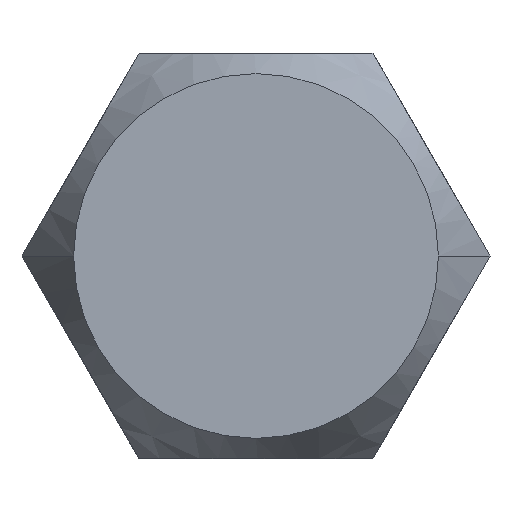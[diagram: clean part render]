
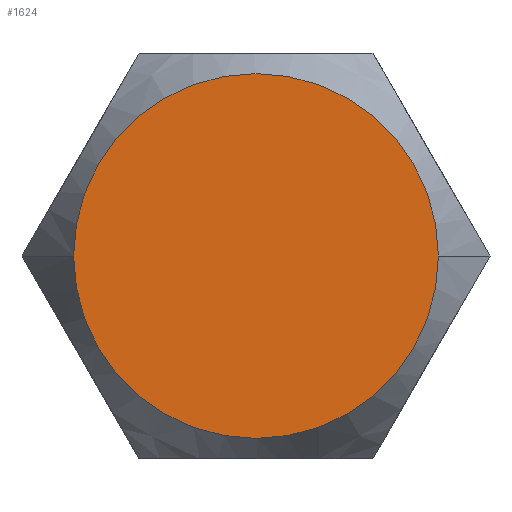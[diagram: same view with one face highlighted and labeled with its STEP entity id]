
A CAD part, front view. The second image highlights one B-rep face of the part: STEP entity #1624.
In plain terms, the highlighted planar face has unit normal (0, -1, 0).
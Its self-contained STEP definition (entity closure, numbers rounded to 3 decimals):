
#172 = DIRECTION ( 'NONE',  ( 1., 0., 0. ) ) ;
#260 = VERTEX_POINT ( 'NONE', #1280 ) ;
#270 = CIRCLE ( 'NONE', #373, 2.858 ) ;
#373 = AXIS2_PLACEMENT_3D ( 'NONE', #1809, #1467, #883 ) ;
#387 = AXIS2_PLACEMENT_3D ( 'NONE', #482, #798, #1408 ) ;
#411 = EDGE_CURVE ( 'Defeature ausgef�hrt1_44+Defeature ausgef�hrt1_43+Defeature ausgef�hrt1_43+Defeature ausgef�hrt1_43', #455, #260, #270, .T. ) ;
#417 = CARTESIAN_POINT ( 'NONE',  ( -2.858, 0., 0. ) ) ;
#455 = VERTEX_POINT ( 'NONE', #417 ) ;
#461 = EDGE_LOOP ( 'NONE', ( #1150, #1956 ) ) ;
#482 = CARTESIAN_POINT ( 'NONE',  ( 0., 0., -6.35 ) ) ;
#684 = CARTESIAN_POINT ( 'NONE',  ( 0., 0., 0. ) ) ;
#783 = AXIS2_PLACEMENT_3D ( 'NONE', #684, #1764, #172 ) ;
#796 = CIRCLE ( 'NONE', #783, 2.858 ) ;
#798 = DIRECTION ( 'NONE',  ( 0., -1., 0. ) ) ;
#873 = EDGE_CURVE ( 'Defeature ausgef�hrt1_44+Defeature ausgef�hrt1_43+Defeature ausgef�hrt1_43+Defeature ausgef�hrt1_43', #260, #455, #796, .T. ) ;
#883 = DIRECTION ( 'NONE',  ( 1., 0., 0. ) ) ;
#1150 = ORIENTED_EDGE ( 'NONE', *, *, #411, .T. ) ;
#1280 = CARTESIAN_POINT ( 'NONE',  ( 2.858, 0., 0. ) ) ;
#1408 = DIRECTION ( 'NONE',  ( 1., 0., 0. ) ) ;
#1467 = DIRECTION ( 'NONE',  ( 0., -1., 0. ) ) ;
#1518 = PLANE ( 'NONE',  #387 ) ;
#1587 = FACE_OUTER_BOUND ( 'NONE', #461, .T. ) ;
#1624 = ADVANCED_FACE ( 'Defeature ausgef�hrt1_44', ( #1587 ), #1518, .T. ) ;
#1764 = DIRECTION ( 'NONE',  ( 0., -1., 0. ) ) ;
#1809 = CARTESIAN_POINT ( 'NONE',  ( 0., 0., 0. ) ) ;
#1956 = ORIENTED_EDGE ( 'NONE', *, *, #873, .T. ) ;
